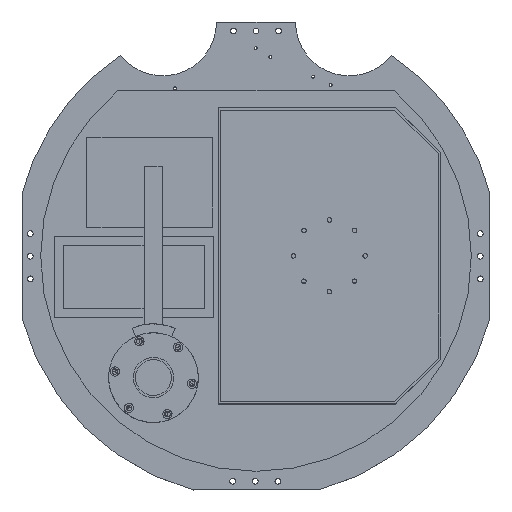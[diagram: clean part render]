
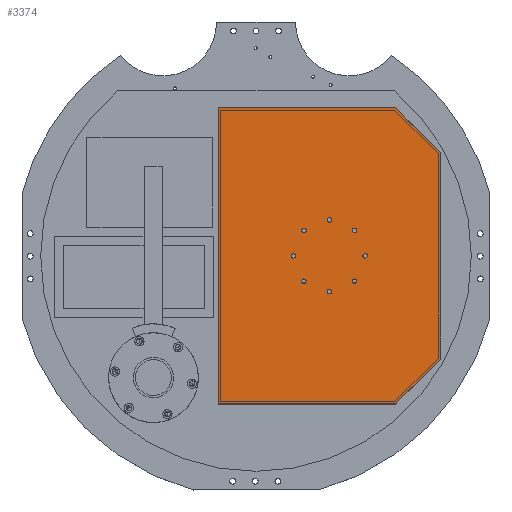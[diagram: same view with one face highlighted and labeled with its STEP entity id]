
A CAD part, top view. The second image highlights one B-rep face of the part: STEP entity #3374.
In plain terms, the highlighted face is planar.
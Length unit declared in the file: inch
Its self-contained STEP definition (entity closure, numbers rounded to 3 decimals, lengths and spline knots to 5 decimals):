
#1692=PLANE('',#24226);
#2248=FACE_BOUND('',#6313,.T.);
#2249=FACE_BOUND('',#6314,.T.);
#2250=FACE_BOUND('',#6315,.T.);
#2251=FACE_BOUND('',#6316,.T.);
#2252=FACE_BOUND('',#6317,.T.);
#2253=FACE_BOUND('',#6318,.T.);
#2254=FACE_BOUND('',#6319,.T.);
#2255=FACE_BOUND('',#6320,.T.);
#2256=FACE_BOUND('',#6321,.T.);
#3374=ADVANCED_FACE('',(#2248,#2249,#2250,#2251,#2252,#2253,#2254,#2255,
#2256),#1692,.F.);
#6313=EDGE_LOOP('',(#13224));
#6314=EDGE_LOOP('',(#13225));
#6315=EDGE_LOOP('',(#13226));
#6316=EDGE_LOOP('',(#13227));
#6317=EDGE_LOOP('',(#13228));
#6318=EDGE_LOOP('',(#13229));
#6319=EDGE_LOOP('',(#13230));
#6320=EDGE_LOOP('',(#13231));
#6321=EDGE_LOOP('',(#13232,#13233,#13234,#13235,#13236,#13237));
#8479=LINE('',#35188,#10126);
#8480=LINE('',#35191,#10127);
#8481=LINE('',#35193,#10128);
#8482=LINE('',#35195,#10129);
#8483=LINE('',#35197,#10130);
#8484=LINE('',#35199,#10131);
#10126=VECTOR('',#28369,1.);
#10127=VECTOR('',#28370,1.);
#10128=VECTOR('',#28371,1.);
#10129=VECTOR('',#28372,1.);
#10130=VECTOR('',#28373,1.);
#10131=VECTOR('',#28374,1.);
#13224=ORIENTED_EDGE('',*,*,#20297,.F.);
#13225=ORIENTED_EDGE('',*,*,#20298,.F.);
#13226=ORIENTED_EDGE('',*,*,#20299,.F.);
#13227=ORIENTED_EDGE('',*,*,#20300,.F.);
#13228=ORIENTED_EDGE('',*,*,#20301,.F.);
#13229=ORIENTED_EDGE('',*,*,#20302,.F.);
#13230=ORIENTED_EDGE('',*,*,#20303,.F.);
#13231=ORIENTED_EDGE('',*,*,#20304,.F.);
#13232=ORIENTED_EDGE('',*,*,#20305,.F.);
#13233=ORIENTED_EDGE('',*,*,#20306,.F.);
#13234=ORIENTED_EDGE('',*,*,#20307,.F.);
#13235=ORIENTED_EDGE('',*,*,#20308,.F.);
#13236=ORIENTED_EDGE('',*,*,#20309,.F.);
#13237=ORIENTED_EDGE('',*,*,#20310,.F.);
#17834=VERTEX_POINT('',#35173);
#17835=VERTEX_POINT('',#35175);
#17836=VERTEX_POINT('',#35177);
#17837=VERTEX_POINT('',#35179);
#17838=VERTEX_POINT('',#35181);
#17839=VERTEX_POINT('',#35183);
#17840=VERTEX_POINT('',#35185);
#17841=VERTEX_POINT('',#35187);
#17842=VERTEX_POINT('',#35189);
#17843=VERTEX_POINT('',#35190);
#17844=VERTEX_POINT('',#35192);
#17845=VERTEX_POINT('',#35194);
#17846=VERTEX_POINT('',#35196);
#17847=VERTEX_POINT('',#35198);
#20297=EDGE_CURVE('',#17834,#17834,#22547,.T.);
#20298=EDGE_CURVE('',#17835,#17835,#22548,.T.);
#20299=EDGE_CURVE('',#17836,#17836,#22549,.T.);
#20300=EDGE_CURVE('',#17837,#17837,#22550,.T.);
#20301=EDGE_CURVE('',#17838,#17838,#22551,.T.);
#20302=EDGE_CURVE('',#17839,#17839,#22552,.T.);
#20303=EDGE_CURVE('',#17840,#17840,#22553,.T.);
#20304=EDGE_CURVE('',#17841,#17841,#22554,.T.);
#20305=EDGE_CURVE('',#17842,#17843,#8479,.T.);
#20306=EDGE_CURVE('',#17844,#17842,#8480,.T.);
#20307=EDGE_CURVE('',#17845,#17844,#8481,.T.);
#20308=EDGE_CURVE('',#17846,#17845,#8482,.T.);
#20309=EDGE_CURVE('',#17847,#17846,#8483,.T.);
#20310=EDGE_CURVE('',#17843,#17847,#8484,.T.);
#22547=CIRCLE('',#24218,0.0625);
#22548=CIRCLE('',#24219,0.0625);
#22549=CIRCLE('',#24220,0.0625);
#22550=CIRCLE('',#24221,0.0625);
#22551=CIRCLE('',#24222,0.0625);
#22552=CIRCLE('',#24223,0.0625);
#22553=CIRCLE('',#24224,0.0625);
#22554=CIRCLE('',#24225,0.0625);
#24218=AXIS2_PLACEMENT_3D('',#35172,#28353,#28354);
#24219=AXIS2_PLACEMENT_3D('',#35174,#28355,#28356);
#24220=AXIS2_PLACEMENT_3D('',#35176,#28357,#28358);
#24221=AXIS2_PLACEMENT_3D('',#35178,#28359,#28360);
#24222=AXIS2_PLACEMENT_3D('',#35180,#28361,#28362);
#24223=AXIS2_PLACEMENT_3D('',#35182,#28363,#28364);
#24224=AXIS2_PLACEMENT_3D('',#35184,#28365,#28366);
#24225=AXIS2_PLACEMENT_3D('',#35186,#28367,#28368);
#24226=AXIS2_PLACEMENT_3D('',#35200,#28375,#28376);
#28353=DIRECTION('',(-1.,0.,0.));
#28354=DIRECTION('',(0.,0.707,-0.707));
#28355=DIRECTION('',(-1.,0.,0.));
#28356=DIRECTION('',(0.,0.707,-0.707));
#28357=DIRECTION('',(-1.,0.,0.));
#28358=DIRECTION('',(0.,0.707,-0.707));
#28359=DIRECTION('',(-1.,0.,0.));
#28360=DIRECTION('',(0.,0.707,-0.707));
#28361=DIRECTION('',(-1.,0.,0.));
#28362=DIRECTION('',(0.,0.707,-0.707));
#28363=DIRECTION('',(-1.,0.,0.));
#28364=DIRECTION('',(0.,0.707,-0.707));
#28365=DIRECTION('',(-1.,0.,0.));
#28366=DIRECTION('',(0.,0.707,-0.707));
#28367=DIRECTION('',(-1.,0.,0.));
#28368=DIRECTION('',(0.,0.707,-0.707));
#28369=DIRECTION('',(0.,0.707,-0.707));
#28370=DIRECTION('',(0.,0.,-1.));
#28371=DIRECTION('',(0.,-1.,0.));
#28372=DIRECTION('',(0.,0.,1.));
#28373=DIRECTION('',(0.,0.707,0.707));
#28374=DIRECTION('',(0.,1.,0.));
#28375=DIRECTION('',(1.,0.,0.));
#28376=DIRECTION('',(0.,0.,-1.));
#35172=CARTESIAN_POINT('',(0.,0.,1.));
#35173=CARTESIAN_POINT('',(0.,0.04419,0.95581));
#35174=CARTESIAN_POINT('',(0.,-0.70711,0.70711));
#35175=CARTESIAN_POINT('',(0.,-0.66291,0.66291));
#35176=CARTESIAN_POINT('',(0.,-1.,0.));
#35177=CARTESIAN_POINT('',(0.,-0.95581,-0.04419));
#35178=CARTESIAN_POINT('',(0.,-0.70711,-0.70711));
#35179=CARTESIAN_POINT('',(0.,-0.66291,-0.7513));
#35180=CARTESIAN_POINT('',(0.,0.,-1.));
#35181=CARTESIAN_POINT('',(0.,0.04419,-1.04419));
#35182=CARTESIAN_POINT('',(0.,0.70711,-0.70711));
#35183=CARTESIAN_POINT('',(0.,0.7513,-0.7513));
#35184=CARTESIAN_POINT('',(0.,1.,0.));
#35185=CARTESIAN_POINT('',(0.,1.04419,-0.04419));
#35186=CARTESIAN_POINT('',(0.,0.70711,0.70711));
#35187=CARTESIAN_POINT('',(0.,0.7513,0.66291));
#35188=CARTESIAN_POINT('',(0.,-4.125,-1.85));
#35189=CARTESIAN_POINT('',(0.,-4.125,-1.85));
#35190=CARTESIAN_POINT('',(0.,-2.875,-3.1));
#35191=CARTESIAN_POINT('',(0.,-4.125,3.1));
#35192=CARTESIAN_POINT('',(0.,-4.125,3.1));
#35193=CARTESIAN_POINT('',(0.,4.125,3.1));
#35194=CARTESIAN_POINT('',(0.,4.125,3.1));
#35195=CARTESIAN_POINT('',(0.,4.125,-3.1));
#35196=CARTESIAN_POINT('',(0.,4.125,-1.85));
#35197=CARTESIAN_POINT('',(0.,2.875,-3.1));
#35198=CARTESIAN_POINT('',(0.,2.875,-3.1));
#35199=CARTESIAN_POINT('',(0.,-4.125,-3.1));
#35200=CARTESIAN_POINT('',(0.,0.,0.));
